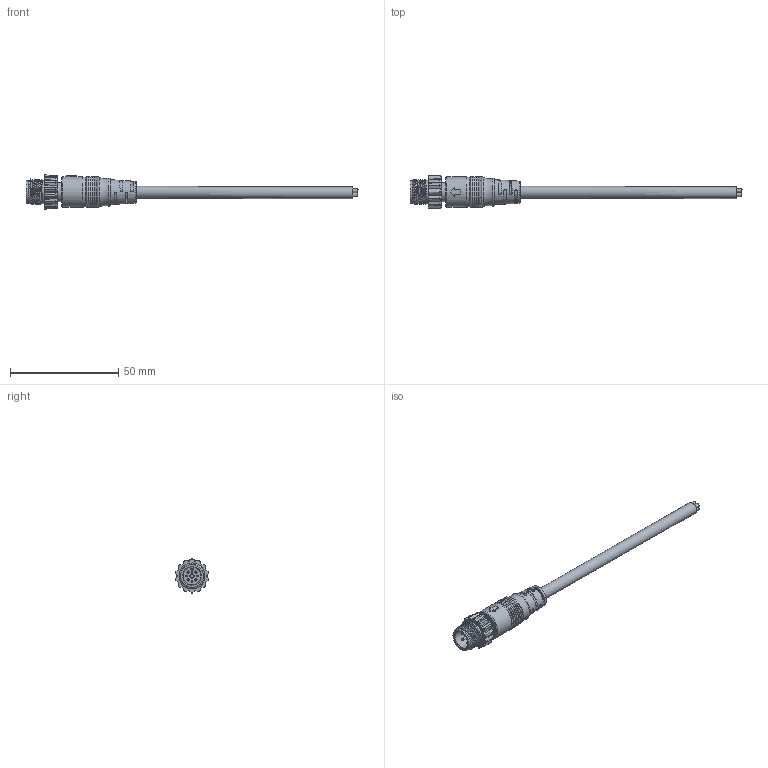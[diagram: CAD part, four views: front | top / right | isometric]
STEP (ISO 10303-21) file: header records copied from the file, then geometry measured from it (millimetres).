
FILE_DESCRIPTION(/* description */ ('Unknown'),/* implementation_level */ '2;1');
FILE_NAME(/* name */ '643611120304',/* time_stamp */ '2022-09-15T13:33:53+02:00',/* author */ ('Unknown'),/* organization */ ('Unknown'),/* preprocessor_version */ 'ST-DEVELOPER v16.7',/* originating_system */ 'Solid Edge',/* authorisation */ 'Unknown');
FILE_SCHEMA (('AUTOMOTIVE_DESIGN {1 0 10303 214 3 1 1}'));
Length unit declared in the file: millimetre
Products named in the file (7): 6436111203xx; 64361x1203xx_Body; 64361x1203xx_Seal; 6436111203xx_Screw Nut; 6436111203xx_Pin; 64361x120304_Housing; 6436xx120304_Cable_M
Assembly tree (9 placements, depth 2):
  6436111203xx
    64361x1203xx_Body
    64361x1203xx_Seal
    6436111203xx_Screw Nut
    6436111203xx_Pin  x4
    64361x120304_Housing
    6436xx120304_Cable_M
Bounding box: 153.53 x 15.44 x 15.8 mm (x, y, z)
Volume: 7800.8 mm3; surface area: 9896.4 mm2
Topology: 9 solids, 9 shells, 536 faces, 1369 edges, 891 vertices
Faces by surface type: cylinder 219, plane 169, cone 64, bspline 46, torus 34, sphere 4
Full cylindrical faces by diameter (mm): 0.61 x4, 1 x4, 1.1 x8, 1.2 x4, 1.4 x4, 1.6 x24, 1.66 x5, 1.73 x16, 1.74 x8, 5.5 x3, 8.05 x6, 8.5 x2, 8.8 x8, 9.5 x1, 9.6 x1, 10.6 x1, 10.76 x6, 10.8 x2, 13.5 x7, 14.2 x1
Entity records: 16606 total; most frequent: CARTESIAN_POINT 7156, ORIENTED_EDGE 1888, DIRECTION 1694, EDGE_CURVE 944, AXIS2_PLACEMENT_3D 684, VERTEX_POINT 679, FACE_BOUND 561, EDGE_LOOP 560
